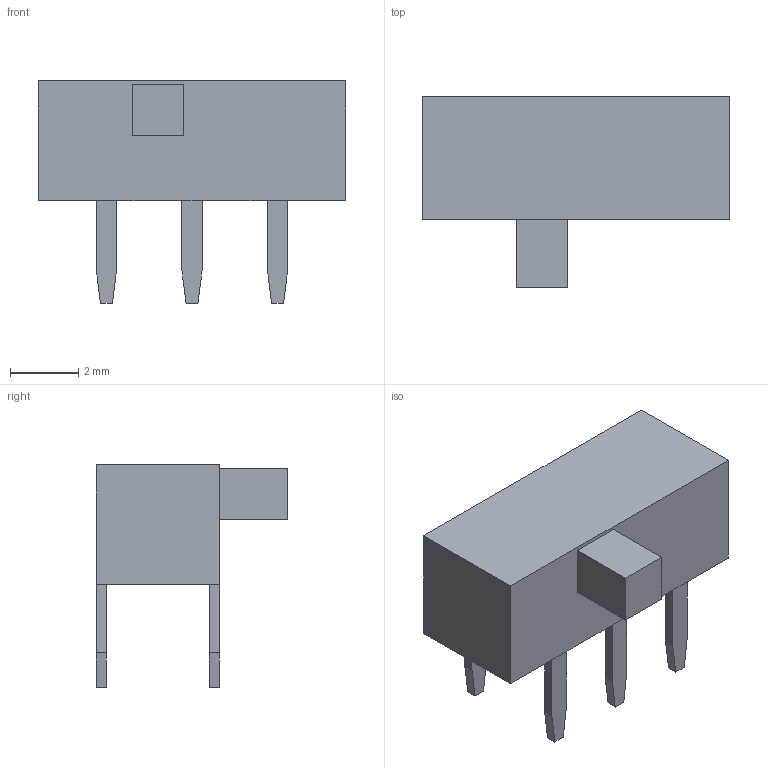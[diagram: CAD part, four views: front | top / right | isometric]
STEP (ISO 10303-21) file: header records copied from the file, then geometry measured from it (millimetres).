
FILE_DESCRIPTION(('FreeCAD Model'),'2;1');
FILE_NAME( 'JS202011AQN.step', '2020-09-09T00:05:35',('Author'),(''), 'Open CASCADE STEP processor 7.3','FreeCAD','Unknown');
FILE_SCHEMA(('AUTOMOTIVE_DESIGN { 1 0 10303 214 1 1 1 1 }'));
Length unit declared in the file: millimetre
Products named in the file (1): Body
Bounding box: 9 x 5.6 x 6.5 mm (x, y, z)
Volume: 120.9 mm3; surface area: 195.5 mm2
Topology: 1 solids, 1 shells, 53 faces, 138 edges, 88 vertices
Faces by surface type: plane 53
Entity records: 3391 total; most frequent: CARTESIAN_POINT 556, DIRECTION 522, LINE 414, VECTOR 414, ORIENTED_EDGE 276, PCURVE 276, DEFINITIONAL_REPRESENTATION 276, EDGE_CURVE 138
